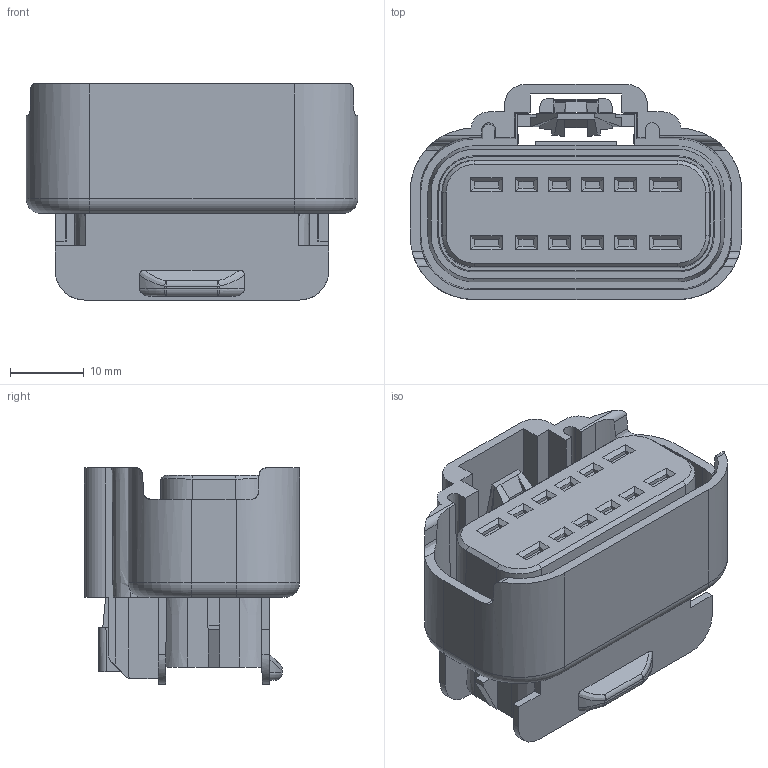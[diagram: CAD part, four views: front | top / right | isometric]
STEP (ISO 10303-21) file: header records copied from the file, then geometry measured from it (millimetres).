
FILE_DESCRIPTION(/* description */ (''),/* implementation_level */ '2;1');
FILE_NAME(/* name */ '15445025-ENV11_01-CONN.stp',/* time_stamp */ '2024-01-08T15:11:51+08:00',/* author */ (''),/* organization */ (''),/* preprocessor_version */ 'ST-DEVELOPER v16',/* originating_system */ 'SIEMENS PLM Software NX 11.0',/* authorisation */ '');
FILE_SCHEMA (('AUTOMOTIVE_DESIGN { 1 0 10303 214 3 1 1 1 }'));
Length unit declared in the file: millimetre
Products named in the file (1): 15445025-ENV11_01-CONN
Bounding box: 44.95 x 29.17 x 29.3 mm (x, y, z)
Volume: 18324.5 mm3; surface area: 10347.5 mm2
Topology: 1 solids, 1 shells, 443 faces, 1156 edges, 724 vertices
Faces by surface type: plane 350, cylinder 38, bspline 34, cone 7, torus 6, extrusion 4, sphere 4
Entity records: 13917 total; most frequent: CARTESIAN_POINT 3283, ORIENTED_EDGE 2304, DIRECTION 1989, EDGE_CURVE 1152, VECTOR 957, LINE 953, VERTEX_POINT 724, AXIS2_PLACEMENT_3D 516
